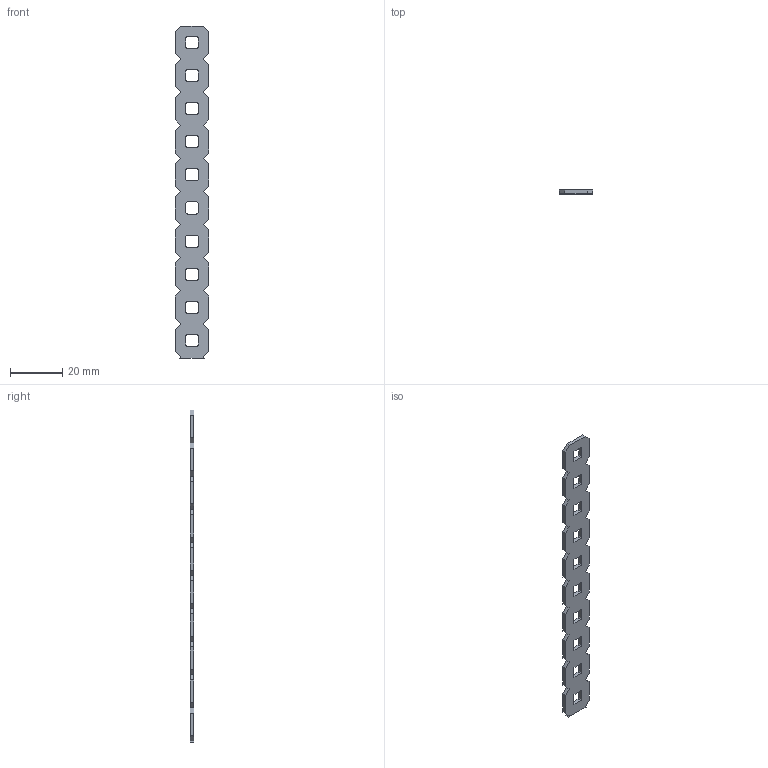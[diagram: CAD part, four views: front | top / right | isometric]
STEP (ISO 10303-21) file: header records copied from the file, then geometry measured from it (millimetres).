
FILE_DESCRIPTION(/* description */ (''),/* implementation_level */ '2;1');
FILE_NAME(/* name */ 'bar 1x10.ipt.step',/* time_stamp */ '2020-04-16T23:04:27-04:00',/* author */ ('Jordan'),/* organization */ (''),/* preprocessor_version */ 'ST-DEVELOPER v17',/* originating_system */ 'Autodesk Inventor 2019',/* authorisation */ '');
FILE_SCHEMA (('AUTOMOTIVE_DESIGN { 1 0 10303 214 3 1 1 }'));
Length unit declared in the file: inch
Products named in the file (1): bar 1x10
Bounding box: 12.7 x 1.42 x 127.42 mm (x, y, z)
Volume: 1882 mm3; surface area: 3331.9 mm2
Topology: 1 solids, 1 shells, 166 faces, 503 edges, 340 vertices
Faces by surface type: plane 106, cylinder 60
Entity records: 5701 total; most frequent: CARTESIAN_POINT 999, ORIENTED_EDGE 984, DIRECTION 966, EDGE_CURVE 492, LINE 372, VECTOR 372, VERTEX_POINT 328, AXIS2_PLACEMENT_3D 297
